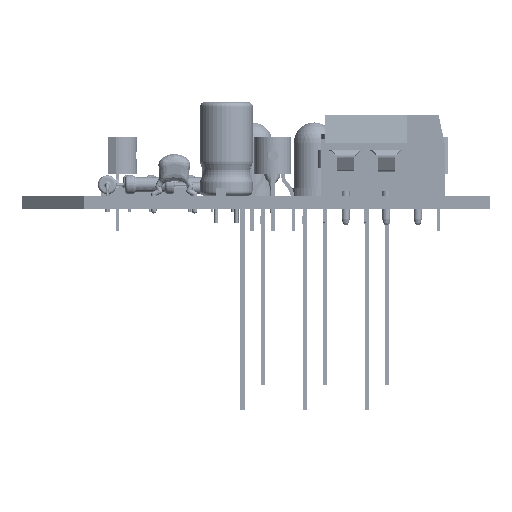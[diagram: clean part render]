
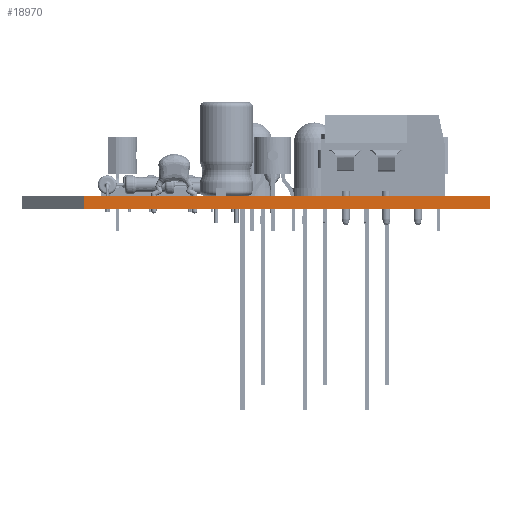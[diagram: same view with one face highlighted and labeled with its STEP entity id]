
A CAD part, front view. The second image highlights one B-rep face of the part: STEP entity #18970.
In plain terms, the highlighted planar face has unit normal (0, -1, 0).
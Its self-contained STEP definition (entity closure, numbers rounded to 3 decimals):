
#1460=PLANE('',#20703);
#2144=FACE_OUTER_BOUND('',#3168,.T.);
#3168=EDGE_LOOP('',(#13452,#13453,#13454,#13455));
#4712=LINE('',#29383,#6019);
#4713=LINE('',#29386,#6020);
#4714=LINE('',#29388,#6021);
#4715=LINE('',#29389,#6022);
#6019=VECTOR('',#23819,10.);
#6020=VECTOR('',#23822,10.);
#6021=VECTOR('',#23823,10.);
#6022=VECTOR('',#23824,10.);
#8614=VERTEX_POINT('',#29379);
#8615=VERTEX_POINT('',#29381);
#8616=VERTEX_POINT('',#29385);
#8617=VERTEX_POINT('',#29387);
#10604=EDGE_CURVE('',#8614,#8615,#4712,.T.);
#10605=EDGE_CURVE('',#8616,#8614,#4713,.T.);
#10606=EDGE_CURVE('',#8617,#8615,#4714,.T.);
#10607=EDGE_CURVE('',#8616,#8617,#4715,.T.);
#13452=ORIENTED_EDGE('',*,*,#10605,.T.);
#13453=ORIENTED_EDGE('',*,*,#10604,.T.);
#13454=ORIENTED_EDGE('',*,*,#10606,.F.);
#13455=ORIENTED_EDGE('',*,*,#10607,.F.);
#18970=ADVANCED_FACE('',(#2144),#1460,.T.);
#20703=AXIS2_PLACEMENT_3D('',#29384,#23820,#23821);
#23819=DIRECTION('',(0.,0.,1.));
#23820=DIRECTION('center_axis',(0.,-1.,0.));
#23821=DIRECTION('ref_axis',(1.,0.,0.));
#23822=DIRECTION('',(1.,0.,0.));
#23823=DIRECTION('',(1.,0.,0.));
#23824=DIRECTION('',(0.,0.,1.));
#29379=CARTESIAN_POINT('',(64.75,8.89,0.));
#29381=CARTESIAN_POINT('',(64.75,8.89,1.57));
#29383=CARTESIAN_POINT('',(64.75,8.89,0.));
#29384=CARTESIAN_POINT('Origin',(14.935,8.89,0.));
#29385=CARTESIAN_POINT('',(14.935,8.89,0.));
#29386=CARTESIAN_POINT('',(14.935,8.89,0.));
#29387=CARTESIAN_POINT('',(14.935,8.89,1.57));
#29388=CARTESIAN_POINT('',(14.935,8.89,1.57));
#29389=CARTESIAN_POINT('',(14.935,8.89,0.));
